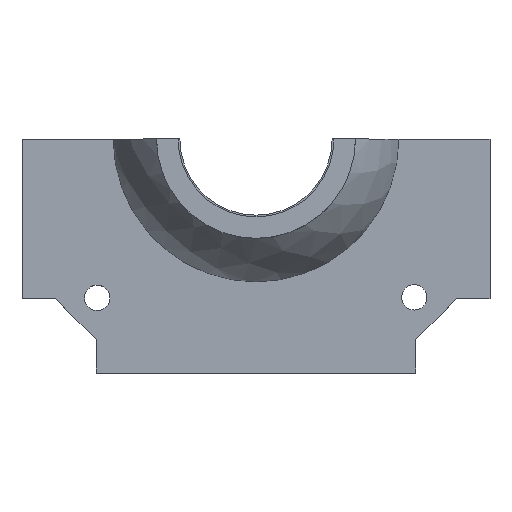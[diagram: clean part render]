
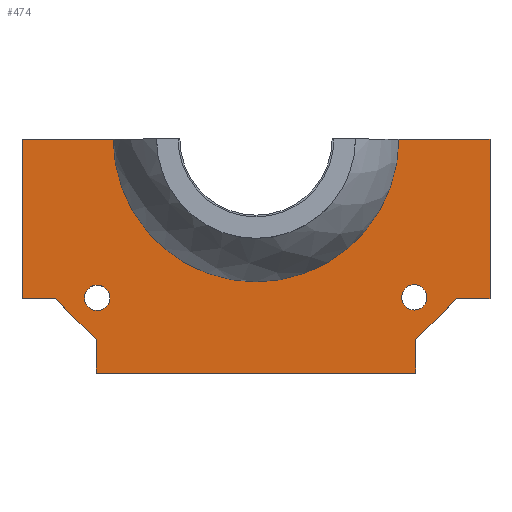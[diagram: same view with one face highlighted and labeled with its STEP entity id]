
A CAD part, top view. The second image highlights one B-rep face of the part: STEP entity #474.
In plain terms, the highlighted planar face has unit normal (0, 0, 1).
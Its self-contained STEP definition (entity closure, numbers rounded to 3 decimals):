
#26=FACE_BOUND('',#78,.T.);
#27=FACE_BOUND('',#79,.T.);
#51=FACE_OUTER_BOUND('',#77,.T.);
#77=EDGE_LOOP('',(#422,#423,#424,#425,#426,#427,#428,#429,#430,#431,#432,
#433));
#78=EDGE_LOOP('',(#434));
#79=EDGE_LOOP('',(#435));
#85=CIRCLE('',#508,1.35);
#86=CIRCLE('',#510,1.35);
#97=CIRCLE('',#533,15.199);
#110=LINE('',#705,#158);
#113=LINE('',#710,#161);
#115=LINE('',#714,#163);
#117=LINE('',#718,#165);
#119=LINE('',#722,#167);
#127=LINE('',#742,#175);
#130=LINE('',#753,#178);
#132=LINE('',#757,#180);
#134=LINE('',#761,#182);
#143=LINE('',#801,#191);
#145=LINE('',#804,#193);
#158=VECTOR('',#561,10.);
#161=VECTOR('',#566,10.);
#163=VECTOR('',#570,10.);
#165=VECTOR('',#574,10.);
#167=VECTOR('',#578,10.);
#175=VECTOR('',#592,10.);
#178=VECTOR('',#605,10.);
#180=VECTOR('',#609,10.);
#182=VECTOR('',#613,10.);
#191=VECTOR('',#664,10.);
#193=VECTOR('',#668,10.);
#208=VERTEX_POINT('',#702);
#209=VERTEX_POINT('',#704);
#210=VERTEX_POINT('',#708);
#211=VERTEX_POINT('',#712);
#212=VERTEX_POINT('',#716);
#213=VERTEX_POINT('',#720);
#222=VERTEX_POINT('',#740);
#223=VERTEX_POINT('',#744);
#224=VERTEX_POINT('',#748);
#225=VERTEX_POINT('',#752);
#226=VERTEX_POINT('',#756);
#227=VERTEX_POINT('',#760);
#236=VERTEX_POINT('',#796);
#237=VERTEX_POINT('',#800);
#253=EDGE_CURVE('',#209,#208,#110,.T.);
#256=EDGE_CURVE('',#208,#210,#113,.T.);
#258=EDGE_CURVE('',#210,#211,#115,.T.);
#260=EDGE_CURVE('',#211,#212,#117,.T.);
#262=EDGE_CURVE('',#212,#213,#119,.T.);
#272=EDGE_CURVE('',#213,#222,#127,.T.);
#273=EDGE_CURVE('',#223,#223,#85,.T.);
#275=EDGE_CURVE('',#224,#224,#86,.T.);
#277=EDGE_CURVE('',#225,#209,#130,.T.);
#279=EDGE_CURVE('',#226,#225,#132,.T.);
#281=EDGE_CURVE('',#227,#226,#134,.T.);
#300=EDGE_CURVE('',#222,#236,#97,.T.);
#301=EDGE_CURVE('',#237,#227,#143,.T.);
#303=EDGE_CURVE('',#236,#237,#145,.T.);
#422=ORIENTED_EDGE('',*,*,#300,.T.);
#423=ORIENTED_EDGE('',*,*,#303,.T.);
#424=ORIENTED_EDGE('',*,*,#301,.T.);
#425=ORIENTED_EDGE('',*,*,#281,.T.);
#426=ORIENTED_EDGE('',*,*,#279,.T.);
#427=ORIENTED_EDGE('',*,*,#277,.T.);
#428=ORIENTED_EDGE('',*,*,#253,.T.);
#429=ORIENTED_EDGE('',*,*,#256,.T.);
#430=ORIENTED_EDGE('',*,*,#258,.T.);
#431=ORIENTED_EDGE('',*,*,#260,.T.);
#432=ORIENTED_EDGE('',*,*,#262,.T.);
#433=ORIENTED_EDGE('',*,*,#272,.T.);
#434=ORIENTED_EDGE('',*,*,#273,.T.);
#435=ORIENTED_EDGE('',*,*,#275,.T.);
#450=PLANE('',#536);
#474=ADVANCED_FACE('',(#51,#26,#27),#450,.T.);
#508=AXIS2_PLACEMENT_3D('',#745,#595,#596);
#510=AXIS2_PLACEMENT_3D('',#749,#600,#601);
#533=AXIS2_PLACEMENT_3D('',#798,#660,#661);
#536=AXIS2_PLACEMENT_3D('',#805,#669,#670);
#561=DIRECTION('',(1.,0.,0.));
#566=DIRECTION('',(0.,1.,0.));
#570=DIRECTION('',(0.707,0.707,0.));
#574=DIRECTION('',(1.,0.,0.));
#578=DIRECTION('',(0.,1.,0.));
#592=DIRECTION('',(-1.,0.,0.));
#595=DIRECTION('center_axis',(0.,0.,-1.));
#596=DIRECTION('ref_axis',(1.,0.,0.));
#600=DIRECTION('center_axis',(0.,0.,-1.));
#601=DIRECTION('ref_axis',(1.,0.,0.));
#605=DIRECTION('',(0.,-1.,0.));
#609=DIRECTION('',(0.707,-0.707,0.));
#613=DIRECTION('',(1.,0.,0.));
#660=DIRECTION('center_axis',(0.,0.,-1.));
#661=DIRECTION('ref_axis',(0.,1.,0.));
#664=DIRECTION('',(0.,-1.,0.));
#668=DIRECTION('',(-1.,0.,0.));
#669=DIRECTION('center_axis',(0.,0.,1.));
#670=DIRECTION('ref_axis',(1.,0.,0.));
#702=CARTESIAN_POINT('',(17.,-24.901,5.));
#704=CARTESIAN_POINT('',(-17.,-24.901,5.));
#705=CARTESIAN_POINT('',(-17.,-24.901,5.));
#708=CARTESIAN_POINT('',(17.,-21.323,5.));
#710=CARTESIAN_POINT('',(17.,-25.101,5.));
#712=CARTESIAN_POINT('',(21.323,-17.,5.));
#714=CARTESIAN_POINT('',(17.,-21.323,5.));
#716=CARTESIAN_POINT('',(24.901,-17.,5.));
#718=CARTESIAN_POINT('',(21.323,-17.,5.));
#720=CARTESIAN_POINT('',(24.901,0.,5.));
#722=CARTESIAN_POINT('',(24.901,-17.,5.));
#740=CARTESIAN_POINT('',(15.199,0.,5.));
#742=CARTESIAN_POINT('',(24.901,0.,5.));
#744=CARTESIAN_POINT('',(-18.25,-16.9,5.));
#745=CARTESIAN_POINT('Origin',(-16.9,-16.9,5.));
#748=CARTESIAN_POINT('',(15.49,-16.84,5.));
#749=CARTESIAN_POINT('Origin',(16.84,-16.84,5.));
#752=CARTESIAN_POINT('',(-17.,-21.323,5.));
#753=CARTESIAN_POINT('',(-17.,-21.323,5.));
#756=CARTESIAN_POINT('',(-21.323,-17.,5.));
#757=CARTESIAN_POINT('',(-21.323,-17.,5.));
#760=CARTESIAN_POINT('',(-24.901,-17.,5.));
#761=CARTESIAN_POINT('',(-25.101,-17.,5.));
#796=CARTESIAN_POINT('',(-15.199,0.,5.));
#798=CARTESIAN_POINT('Origin',(0.,0.,5.));
#800=CARTESIAN_POINT('',(-24.901,0.,5.));
#801=CARTESIAN_POINT('',(-24.901,0.,5.));
#804=CARTESIAN_POINT('',(-14.,0.,5.));
#805=CARTESIAN_POINT('Origin',(0.,-13.028,5.));
